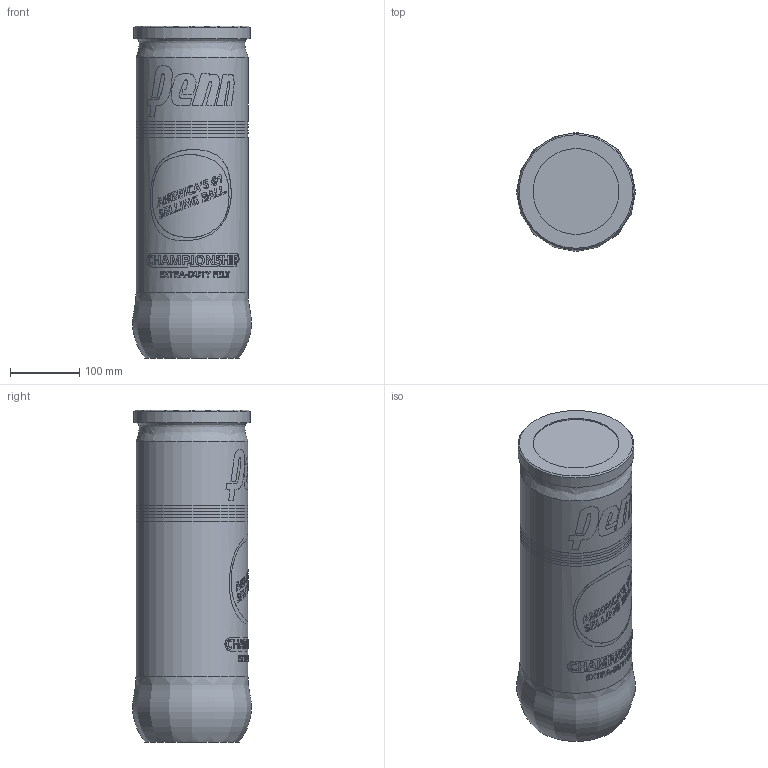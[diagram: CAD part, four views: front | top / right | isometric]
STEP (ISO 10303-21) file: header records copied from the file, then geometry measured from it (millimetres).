
FILE_DESCRIPTION(/* description */ ('STEP AP242','CAx-IF Rec.Pracs.---Representation and Presentation of Product Manufacturing Information (PMI)---4.0---2014-10-13','CAx-IF Rec.Pracs.---3D Tessellated Geometry---0.4---2014-09-14','2;1'),/* implementation_level */ '2;1');
FILE_NAME(/* name */ '6697ebbed8f16c34f23904d3',/* time_stamp */ '2024-07-17T16:05:19Z',/* author */ (''),/* organization */ (''),/* preprocessor_version */ 'ST-DEVELOPER v20',/* originating_system */ ' ',/* authorisation */ ' ');
FILE_SCHEMA (('AP242_MANAGED_MODEL_BASED_3D_ENGINEERING_MIM_LF { 1 0 10303 442 1 1 4 }'));
Products named in the file (4): Part 1; Part 2; Part 3; Part 4
Bounding box: 172.38 x 172.46 x 481.06 mm (x, y, z)
Volume: 564050.1 mm3; surface area: 568678.4 mm2
Topology: 4 solids, 4 shells, 780 faces, 2077 edges, 1384 vertices
Faces by surface type: bspline 487, plane 211, cylinder 80, cone 2
Full cylindrical faces by diameter (mm): 124.45 x1, 157.399 x1, 162.067 x3, 162.267 x4, 168.45 x1
Entity records: 40725 total; most frequent: CARTESIAN_POINT 24920, ORIENTED_EDGE 4112, EDGE_CURVE 2056, B_SPLINE_CURVE_WITH_KNOTS 1494, DIRECTION 1415, VERTEX_POINT 1383, EDGE_LOOP 883, FACE_BOUND 883
